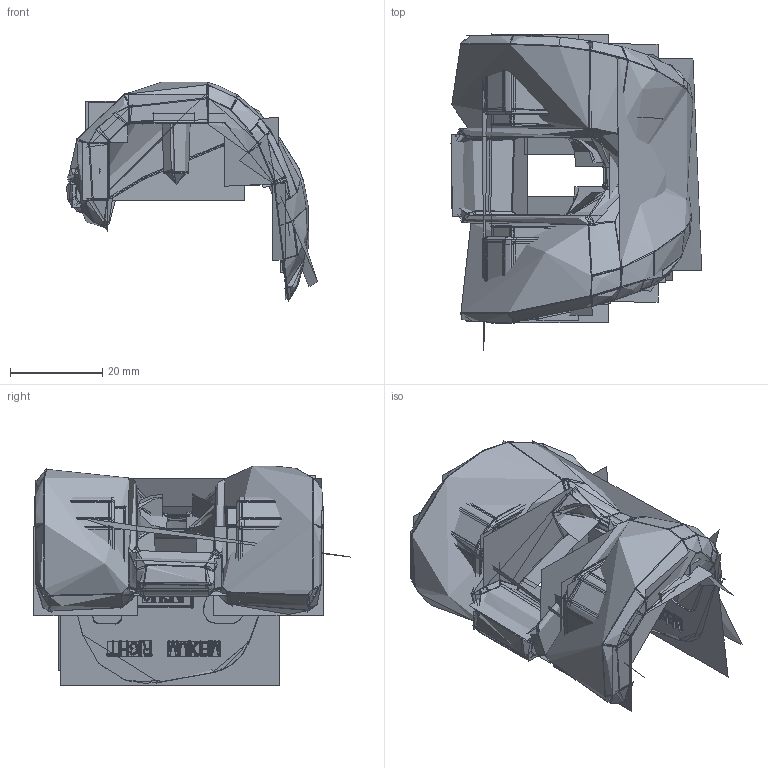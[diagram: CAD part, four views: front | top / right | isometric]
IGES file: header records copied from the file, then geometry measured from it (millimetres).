
Start section:  PTC IGES file: medium_right_femur_v2.igs
Global section: file name: medium_right_femur_v2.igs; native system: Pro/ENGINEER by Parametric Technology Corporation; preprocessor: 2009360; author: Linson walter; organization: Unknown; date: 20110926.092000; units: metre
Bounding box: 54.45 x 68.5 x 47.6 mm (x, y, z)
Surface area: 32350.3 mm2 (no closed solid volume)
Topology: 0 solids, 0 shells, 1820 faces, 24457 edges, 31750 vertices
Faces by surface type: bspline 1061, revolution 642, extrusion 117
